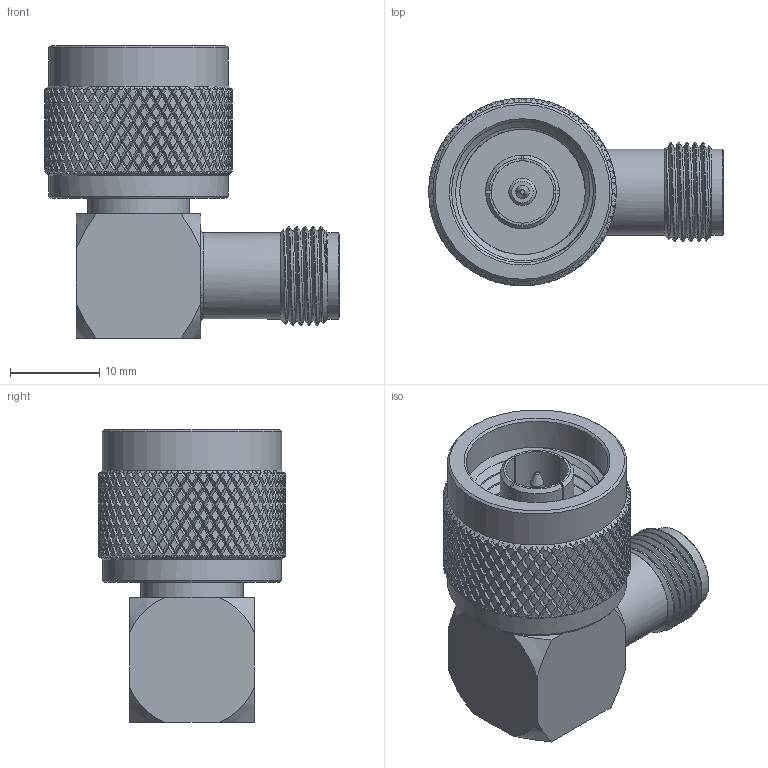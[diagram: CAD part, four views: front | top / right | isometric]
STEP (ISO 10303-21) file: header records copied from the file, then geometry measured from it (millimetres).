
FILE_DESCRIPTION (( 'STEP AP203' ), '1' );
FILE_NAME ('PE9550_3D.step', '2021-06-21T17:03:45', ( '' ), ( '' ), 'SwSTEP 2.0', 'SolidWorks 2020', '' );
FILE_SCHEMA (( 'CONFIG_CONTROL_DESIGN' ));
Products named in the file (1): PE9550_3D
Bounding box: 32.98 x 21 x 32.77 mm (x, y, z)
Volume: 7737.7 mm3; surface area: 5045.8 mm2
Topology: 1 solids, 1 shells, 2619 faces, 5546 edges, 2941 vertices
Faces by surface type: bspline 2006, cylinder 523, plane 58, cone 31, torus 1
Full cylindrical faces by diameter (mm): 1.346 x1, 1.524 x1, 1.854 x1, 3.048 x1, 4.572 x1, 6.985 x1, 8.255 x1, 9.652 x2, 11.43 x1, 15.875 x5, 20.054 x1, 20.096 x1
Entity records: 117254 total; most frequent: CARTESIAN_POINT 83983, ORIENTED_EDGE 10976, EDGE_CURVE 5488, VERTEX_POINT 2916, EDGE_LOOP 2652, FACE_OUTER_BOUND 2627, ADVANCED_FACE 2613, B_SPLINE_CURVE_WITH_KNOTS 2248
